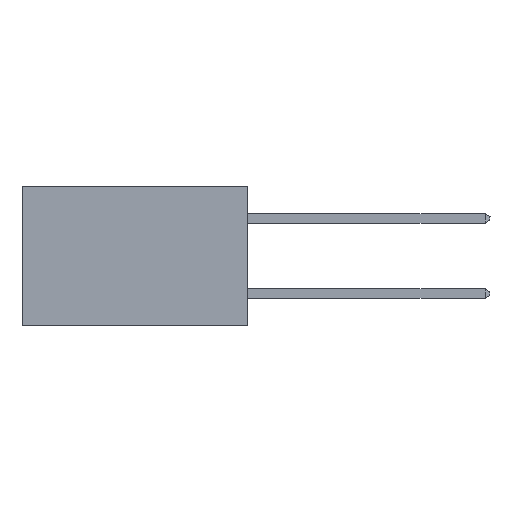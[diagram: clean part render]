
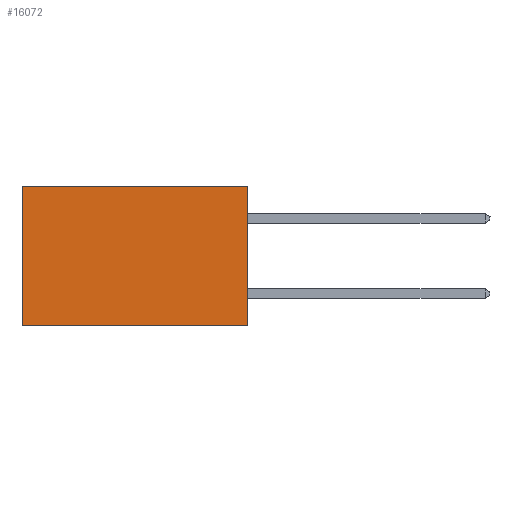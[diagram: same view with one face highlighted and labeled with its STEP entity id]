
A CAD part, left-side view. The second image highlights one B-rep face of the part: STEP entity #16072.
In plain terms, the highlighted planar face has unit normal (-1, 0, 0).
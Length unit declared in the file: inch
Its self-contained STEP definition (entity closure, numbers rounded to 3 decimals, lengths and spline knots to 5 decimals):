
#634 = FACE_OUTER_BOUND ( 'NONE', #17838, .T. ) ;
#748 = CARTESIAN_POINT ( 'NONE',  ( 0.2615, 0., -0.37 ) ) ;
#893 = CARTESIAN_POINT ( 'NONE',  ( 0.2615, 0., -0.37 ) ) ;
#928 = CARTESIAN_POINT ( 'NONE',  ( 0.2615, 0.6, -0.37 ) ) ;
#964 = VECTOR ( 'NONE', #21610, 39.37008 ) ;
#1405 = VERTEX_POINT ( 'NONE', #22671 ) ;
#3783 = EDGE_CURVE ( 'NONE', #23506, #7727, #12301, .T. ) ;
#4599 = LINE ( 'NONE', #21155, #19021 ) ;
#5147 = DIRECTION ( 'NONE',  ( 0., 1., 0. ) ) ;
#5654 = VECTOR ( 'NONE', #5147, 39.37008 ) ;
#6764 = VERTEX_POINT ( 'NONE', #16723 ) ;
#7727 = VERTEX_POINT ( 'NONE', #928 ) ;
#7909 = ORIENTED_EDGE ( 'NONE', *, *, #22231, .T. ) ;
#9849 = VECTOR ( 'NONE', #14142, 39.37008 ) ;
#10097 = CARTESIAN_POINT ( 'NONE',  ( 0.2615, 0., -0.37 ) ) ;
#10539 = ORIENTED_EDGE ( 'NONE', *, *, #3783, .F. ) ;
#11453 = AXIS2_PLACEMENT_3D ( 'NONE', #748, #22832, #20865 ) ;
#11558 = PLANE ( 'NONE',  #11453 ) ;
#12301 = LINE ( 'NONE', #893, #964 ) ;
#13542 = EDGE_CURVE ( 'NONE', #1405, #23506, #19417, .T. ) ;
#13683 = DIRECTION ( 'NONE',  ( 0., 0., -1. ) ) ;
#14142 = DIRECTION ( 'NONE',  ( 0., 0., -1. ) ) ;
#16072 = ADVANCED_FACE ( 'NONE', ( #634 ), #11558, .F. ) ;
#16078 = ORIENTED_EDGE ( 'NONE', *, *, #13542, .F. ) ;
#16426 = CARTESIAN_POINT ( 'NONE',  ( 0.2615, 0., 0. ) ) ;
#16723 = CARTESIAN_POINT ( 'NONE',  ( 0.2615, 0.6, 0. ) ) ;
#17658 = CARTESIAN_POINT ( 'NONE',  ( 0.2615, 0., -0.37 ) ) ;
#17838 = EDGE_LOOP ( 'NONE', ( #7909, #10539, #16078, #22958 ) ) ;
#18153 = LINE ( 'NONE', #16426, #5654 ) ;
#19021 = VECTOR ( 'NONE', #13683, 39.37008 ) ;
#19417 = LINE ( 'NONE', #10097, #9849 ) ;
#20738 = EDGE_CURVE ( 'NONE', #1405, #6764, #18153, .T. ) ;
#20865 = DIRECTION ( 'NONE',  ( 0., 0., -1. ) ) ;
#21155 = CARTESIAN_POINT ( 'NONE',  ( 0.2615, 0.6, -0.37 ) ) ;
#21610 = DIRECTION ( 'NONE',  ( 0., 1., 0. ) ) ;
#22231 = EDGE_CURVE ( 'NONE', #6764, #7727, #4599, .T. ) ;
#22671 = CARTESIAN_POINT ( 'NONE',  ( 0.2615, 0., 0. ) ) ;
#22832 = DIRECTION ( 'NONE',  ( 1., 0., 0. ) ) ;
#22958 = ORIENTED_EDGE ( 'NONE', *, *, #20738, .T. ) ;
#23506 = VERTEX_POINT ( 'NONE', #17658 ) ;
